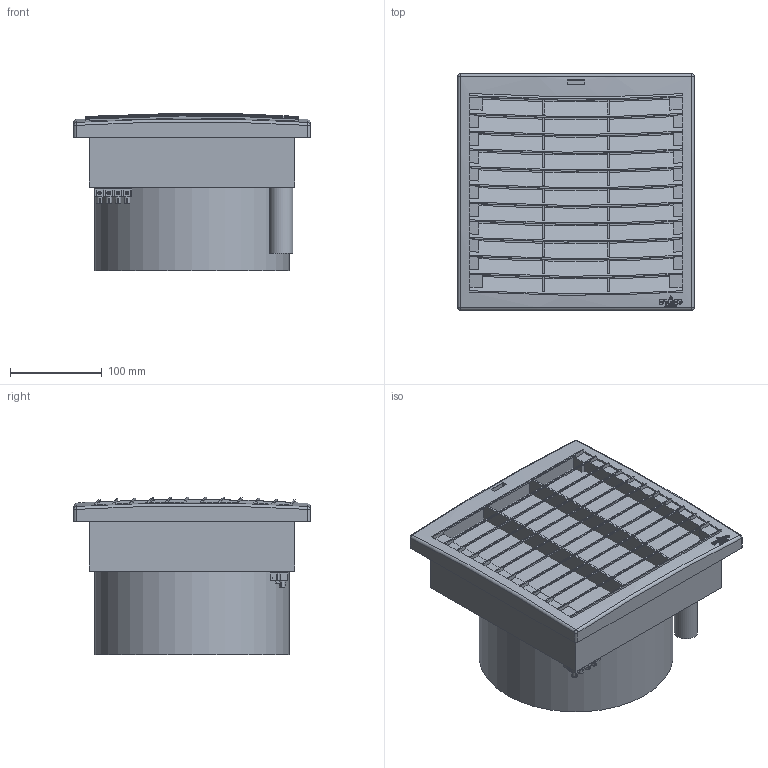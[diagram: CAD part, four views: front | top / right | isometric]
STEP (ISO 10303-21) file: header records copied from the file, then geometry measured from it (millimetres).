
FILE_DESCRIPTION (( 'STEP AP214' ), '1' );
FILE_NAME ('FPI_018_223x223_EPLAN_10_2015.STEP', '2015-10-15T09:01:51', ( '' ), ( '' ), 'SwSTEP 2.0', 'SolidWorks 2015', '' );
FILE_SCHEMA (( 'AUTOMOTIVE_DESIGN' ));
Length unit declared in the file: millimetre
Products named in the file (1): FPI_018_223x223_EPLAN_10_2015
Bounding box: 257 x 257 x 171.28 mm (x, y, z)
Surface area: 396154 mm2 (no closed solid volume)
Topology: 0 solids, 17 shells, 330 faces, 1548 edges, 1143 vertices
Faces by surface type: plane 182, sphere 71, cylinder 37, bspline 26, cone 9, torus 5
Full cylindrical faces by diameter (mm): 3.1 x3, 4 x4, 25 x1, 211 x1
Entity records: 20030 total; most frequent: CARTESIAN_POINT 4359, DIRECTION 2514, ORIENTED_EDGE 2272, EDGE_CURVE 1525, VERTEX_POINT 1138, AXIS2_PLACEMENT_3D 884, VECTOR 746, LINE 746
